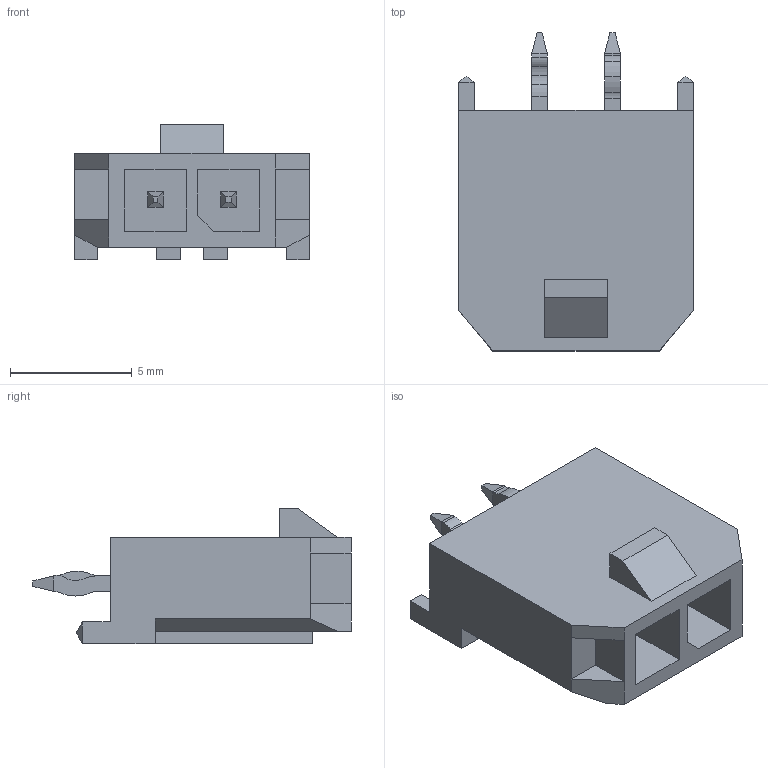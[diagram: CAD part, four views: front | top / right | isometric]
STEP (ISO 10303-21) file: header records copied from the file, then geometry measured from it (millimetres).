
FILE_DESCRIPTION(('STEP AP242'),'1');
FILE_NAME('0436500215.stp','2024-10-31T14:48:07',('TraceParts'),('TraceParts S.A.'),'Spatial InterOp 3D',' ',' ');
FILE_SCHEMA(('AP242_MANAGED_MODEL_BASED_3D_ENGINEERING_MIM_LF {1 0 10303 442 1 1 4}'));
Length unit declared in the file: millimetre
Products named in the file (1): 0436500215
Bounding box: 9.65 x 13.08 x 5.57 mm (x, y, z)
Volume: 287.9 mm3; surface area: 535.2 mm2
Topology: 1 solids, 1 shells, 124 faces, 301 edges, 188 vertices
Faces by surface type: plane 104, cylinder 20
Entity records: 3566 total; most frequent: CARTESIAN_POINT 614, ORIENTED_EDGE 602, DIRECTION 591, EDGE_CURVE 301, LINE 261, VECTOR 261, VERTEX_POINT 188, AXIS2_PLACEMENT_3D 165
